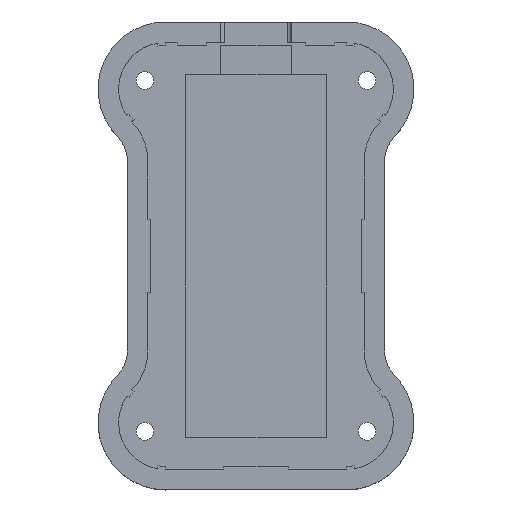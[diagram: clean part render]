
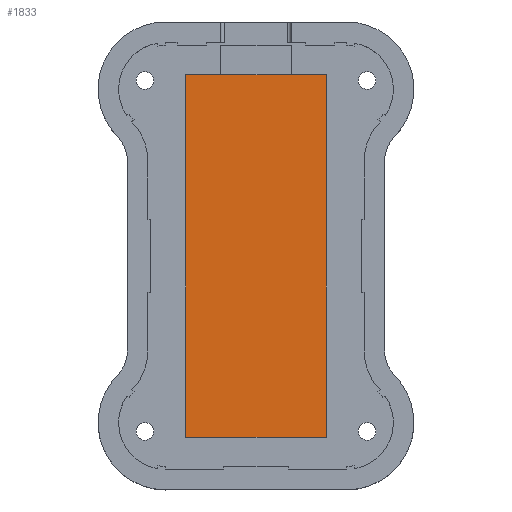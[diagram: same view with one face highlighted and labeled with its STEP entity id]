
A CAD part, top view. The second image highlights one B-rep face of the part: STEP entity #1833.
In plain terms, the highlighted planar face has unit normal (0, 0, 1).
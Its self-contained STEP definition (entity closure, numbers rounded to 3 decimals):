
#37=PLANE('',#1964);
#144=FACE_OUTER_BOUND('',#241,.T.);
#241=EDGE_LOOP('',(#1374,#1375,#1376,#1377));
#363=LINE('',#2743,#569);
#372=LINE('',#2768,#578);
#375=LINE('',#2774,#581);
#377=LINE('',#2777,#583);
#569=VECTOR('',#2199,10.);
#578=VECTOR('',#2226,10.);
#581=VECTOR('',#2231,10.);
#583=VECTOR('',#2235,10.);
#841=VERTEX_POINT('',#2740);
#842=VERTEX_POINT('',#2742);
#849=VERTEX_POINT('',#2766);
#851=VERTEX_POINT('',#2772);
#1039=EDGE_CURVE('',#841,#842,#363,.T.);
#1052=EDGE_CURVE('',#849,#841,#372,.T.);
#1055=EDGE_CURVE('',#851,#849,#375,.T.);
#1057=EDGE_CURVE('',#842,#851,#377,.T.);
#1374=ORIENTED_EDGE('',*,*,#1057,.F.);
#1375=ORIENTED_EDGE('',*,*,#1039,.F.);
#1376=ORIENTED_EDGE('',*,*,#1052,.F.);
#1377=ORIENTED_EDGE('',*,*,#1055,.F.);
#1833=ADVANCED_FACE('',(#144),#37,.F.);
#1964=AXIS2_PLACEMENT_3D('',#2778,#2236,#2237);
#2199=DIRECTION('',(1.,0.,0.));
#2226=DIRECTION('',(0.,1.,0.));
#2231=DIRECTION('',(-1.,0.,0.));
#2235=DIRECTION('',(0.,-1.,0.));
#2236=DIRECTION('center_axis',(0.,0.,-1.));
#2237=DIRECTION('ref_axis',(-1.,0.,0.));
#2740=CARTESIAN_POINT('',(83.25,-26.495,4.));
#2742=CARTESIAN_POINT('',(107.25,-26.495,4.));
#2743=CARTESIAN_POINT('',(101.25,-26.495,4.));
#2766=CARTESIAN_POINT('',(83.25,-88.495,4.));
#2768=CARTESIAN_POINT('',(83.25,-41.995,4.));
#2772=CARTESIAN_POINT('',(107.25,-88.495,4.));
#2774=CARTESIAN_POINT('',(89.25,-88.495,4.));
#2777=CARTESIAN_POINT('',(107.25,-72.995,4.));
#2778=CARTESIAN_POINT('Origin',(95.25,-57.495,4.));
